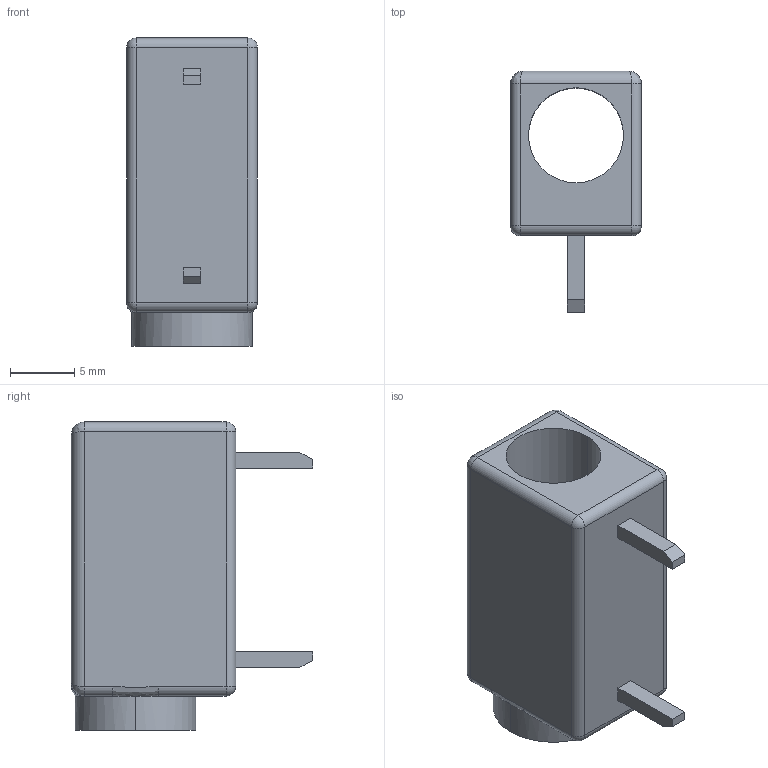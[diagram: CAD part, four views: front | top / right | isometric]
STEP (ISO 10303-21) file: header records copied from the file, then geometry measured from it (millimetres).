
FILE_DESCRIPTION (( 'STEP AP214' ), '1' );
FILE_NAME ('4mm PCB Mount.STEP', '2025-07-09T10:52:43', ( '' ), ( '' ), 'SwSTEP 2.0', 'SolidWorks 2023', '' );
FILE_SCHEMA (( 'AUTOMOTIVE_DESIGN' ));
Length unit declared in the file: millimetre
Products named in the file (1): 4mm PCB Mount
Bounding box: 10.2 x 18.8 x 24 mm (x, y, z)
Volume: 1932.4 mm3; surface area: 1789.5 mm2
Topology: 1 solids, 1 shells, 51 faces, 119 edges, 64 vertices
Faces by surface type: plane 21, cylinder 19, bspline 7, sphere 4
Entity records: 1660 total; most frequent: CARTESIAN_POINT 557, DIRECTION 226, ORIENTED_EDGE 222, EDGE_CURVE 111, AXIS2_PLACEMENT_3D 81, LINE 64, VECTOR 64, VERTEX_POINT 64
